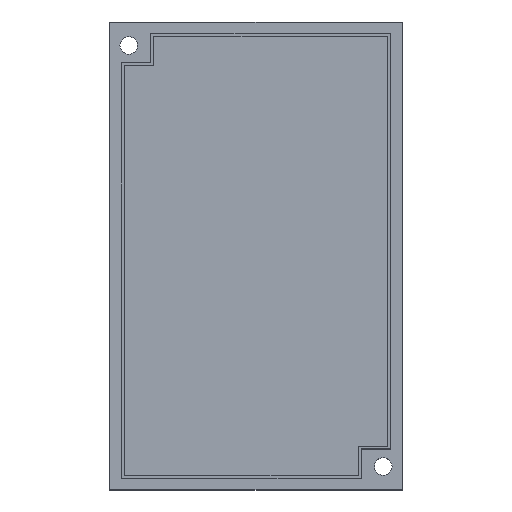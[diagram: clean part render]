
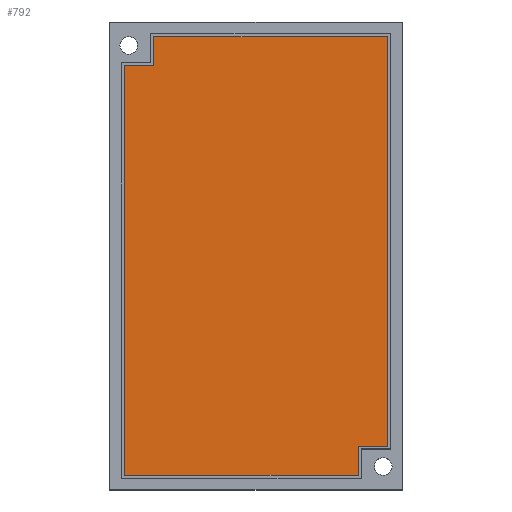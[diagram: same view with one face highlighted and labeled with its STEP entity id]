
A CAD part, top view. The second image highlights one B-rep face of the part: STEP entity #792.
In plain terms, the highlighted planar face has unit normal (0, 0, 1).
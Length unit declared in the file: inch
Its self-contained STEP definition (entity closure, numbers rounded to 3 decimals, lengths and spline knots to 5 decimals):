
#249=DIRECTION('',(0.,-1.,0.));
#250=VECTOR('',#249,0.19685);
#251=CARTESIAN_POINT('',(-0.68898,1.47638,
0.26575));
#252=LINE('',#251,#250);
#253=DIRECTION('',(-1.,0.,0.));
#254=VECTOR('',#253,1.5748);
#255=CARTESIAN_POINT('',(0.88583,1.47638,0.26575));
#256=LINE('',#255,#254);
#257=DIRECTION('',(0.,1.,0.));
#258=VECTOR('',#257,2.75591);
#259=CARTESIAN_POINT('',(0.88583,-1.27953,
0.26575));
#260=LINE('',#259,#258);
#261=DIRECTION('',(1.,0.,0.));
#262=VECTOR('',#261,0.19685);
#263=CARTESIAN_POINT('',(0.68898,-1.27953,
0.26575));
#264=LINE('',#263,#262);
#265=DIRECTION('',(0.,1.,0.));
#266=VECTOR('',#265,0.19685);
#267=CARTESIAN_POINT('',(0.68898,-1.47638,
0.26575));
#268=LINE('',#267,#266);
#269=DIRECTION('',(1.,0.,0.));
#270=VECTOR('',#269,1.5748);
#271=CARTESIAN_POINT('',(-0.88583,-1.47638,
0.26575));
#272=LINE('',#271,#270);
#273=DIRECTION('',(0.,-1.,0.));
#274=VECTOR('',#273,2.75591);
#275=CARTESIAN_POINT('',(-0.88583,1.27953,
0.26575));
#276=LINE('',#275,#274);
#277=DIRECTION('',(-1.,0.,0.));
#278=VECTOR('',#277,0.19685);
#279=CARTESIAN_POINT('',(-0.68898,1.27953,
0.26575));
#280=LINE('',#279,#278);
#361=CARTESIAN_POINT('',(-0.68898,1.47638,
0.26575));
#362=CARTESIAN_POINT('',(-0.68898,1.27953,
0.26575));
#363=VERTEX_POINT('',#361);
#364=VERTEX_POINT('',#362);
#365=CARTESIAN_POINT('',(-0.88583,1.27953,
0.26575));
#366=VERTEX_POINT('',#365);
#367=CARTESIAN_POINT('',(-0.88583,-1.47638,
0.26575));
#368=VERTEX_POINT('',#367);
#369=CARTESIAN_POINT('',(0.68898,-1.47638,
0.26575));
#370=VERTEX_POINT('',#369);
#371=CARTESIAN_POINT('',(0.68898,-1.27953,
0.26575));
#372=VERTEX_POINT('',#371);
#373=CARTESIAN_POINT('',(0.88583,-1.27953,
0.26575));
#374=VERTEX_POINT('',#373);
#375=CARTESIAN_POINT('',(0.88583,1.47638,0.26575));
#376=VERTEX_POINT('',#375);
#777=CARTESIAN_POINT('',(0.,0.,0.26575));
#778=DIRECTION('',(0.,0.,1.));
#779=DIRECTION('',(1.,0.,0.));
#780=AXIS2_PLACEMENT_3D('',#777,#778,#779);
#781=PLANE('',#780);
#782=ORIENTED_EDGE('',*,*,#673,.F.);
#783=ORIENTED_EDGE('',*,*,#688,.F.);
#784=ORIENTED_EDGE('',*,*,#702,.F.);
#785=ORIENTED_EDGE('',*,*,#716,.F.);
#786=ORIENTED_EDGE('',*,*,#730,.F.);
#787=ORIENTED_EDGE('',*,*,#744,.F.);
#788=ORIENTED_EDGE('',*,*,#758,.F.);
#789=ORIENTED_EDGE('',*,*,#771,.F.);
#790=EDGE_LOOP('',(#782,#783,#784,#785,#786,#787,#788,#789));
#791=FACE_OUTER_BOUND('',#790,.F.);
#792=ADVANCED_FACE('',(#791),#781,.T.);
#673=EDGE_CURVE('',#363,#364,#252,.T.);
#688=EDGE_CURVE('',#376,#363,#256,.T.);
#702=EDGE_CURVE('',#374,#376,#260,.T.);
#716=EDGE_CURVE('',#372,#374,#264,.T.);
#730=EDGE_CURVE('',#370,#372,#268,.T.);
#744=EDGE_CURVE('',#368,#370,#272,.T.);
#758=EDGE_CURVE('',#366,#368,#276,.T.);
#771=EDGE_CURVE('',#364,#366,#280,.T.);
